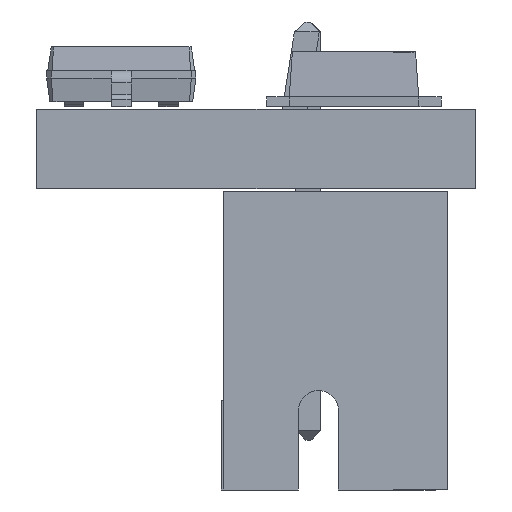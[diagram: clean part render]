
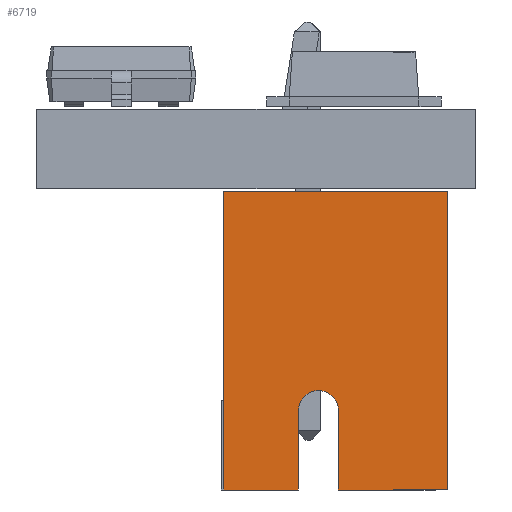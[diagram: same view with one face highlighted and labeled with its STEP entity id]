
A CAD part, left-side view. The second image highlights one B-rep face of the part: STEP entity #6719.
In plain terms, the highlighted face is planar.
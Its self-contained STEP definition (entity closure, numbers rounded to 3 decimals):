
#6603 = EDGE_CURVE('',#6604,#6606,#6608,.T.);
#6604 = VERTEX_POINT('',#6605);
#6605 = CARTESIAN_POINT('',(7.95,-2.8,0.));
#6606 = VERTEX_POINT('',#6607);
#6607 = CARTESIAN_POINT('',(7.95,1.7,0.));
#6608 = SURFACE_CURVE('',#6609,(#6613,#6625),.PCURVE_S1.);
#6609 = LINE('',#6610,#6611);
#6610 = CARTESIAN_POINT('',(7.95,-2.8,0.));
#6611 = VECTOR('',#6612,1.);
#6612 = DIRECTION('',(0.,1.,0.));
#6613 = PCURVE('',#6614,#6619);
#6614 = PLANE('',#6615);
#6615 = AXIS2_PLACEMENT_3D('',#6616,#6617,#6618);
#6616 = CARTESIAN_POINT('',(3.,-0.55,0.));
#6617 = DIRECTION('',(0.,0.,1.));
#6618 = DIRECTION('',(-1.,0.,0.));
#6619 = DEFINITIONAL_REPRESENTATION('',(#6620),#6624);
#6620 = LINE('',#6621,#6622);
#6621 = CARTESIAN_POINT('',(-4.95,2.25));
#6622 = VECTOR('',#6623,1.);
#6623 = DIRECTION('',(0.,-1.));
#6624 = ( GEOMETRIC_REPRESENTATION_CONTEXT(2) 
PARAMETRIC_REPRESENTATION_CONTEXT() REPRESENTATION_CONTEXT('2D SPACE',''
  ) );
#6625 = PCURVE('',#6626,#6631);
#6626 = PLANE('',#6627);
#6627 = AXIS2_PLACEMENT_3D('',#6628,#6629,#6630);
#6628 = CARTESIAN_POINT('',(7.95,-2.8,0.));
#6629 = DIRECTION('',(-1.,0.,0.));
#6630 = DIRECTION('',(0.,1.,0.));
#6631 = DEFINITIONAL_REPRESENTATION('',(#6632),#6636);
#6632 = LINE('',#6633,#6634);
#6633 = CARTESIAN_POINT('',(0.,0.));
#6634 = VECTOR('',#6635,1.);
#6635 = DIRECTION('',(1.,0.));
#6636 = ( GEOMETRIC_REPRESENTATION_CONTEXT(2) 
PARAMETRIC_REPRESENTATION_CONTEXT() REPRESENTATION_CONTEXT('2D SPACE',''
  ) );
#6654 = PLANE('',#6655);
#6655 = AXIS2_PLACEMENT_3D('',#6656,#6657,#6658);
#6656 = CARTESIAN_POINT('',(7.95,1.7,0.));
#6657 = DIRECTION('',(0.,-1.,0.));
#6658 = DIRECTION('',(-1.,0.,0.));
#6708 = PLANE('',#6709);
#6709 = AXIS2_PLACEMENT_3D('',#6710,#6711,#6712);
#6710 = CARTESIAN_POINT('',(-1.95,-2.8,0.));
#6711 = DIRECTION('',(0.,1.,0.));
#6712 = DIRECTION('',(1.,0.,0.));
#6719 = ADVANCED_FACE('',(#6720),#6626,.F.);
#6720 = FACE_BOUND('',#6721,.F.);
#6721 = EDGE_LOOP('',(#6722,#6723,#6746,#6774,#6802,#6831,#6859,#6887));
#6722 = ORIENTED_EDGE('',*,*,#6603,.F.);
#6723 = ORIENTED_EDGE('',*,*,#6724,.T.);
#6724 = EDGE_CURVE('',#6604,#6725,#6727,.T.);
#6725 = VERTEX_POINT('',#6726);
#6726 = CARTESIAN_POINT('',(7.95,-2.8,6.));
#6727 = SURFACE_CURVE('',#6728,(#6732,#6739),.PCURVE_S1.);
#6728 = LINE('',#6729,#6730);
#6729 = CARTESIAN_POINT('',(7.95,-2.8,0.));
#6730 = VECTOR('',#6731,1.);
#6731 = DIRECTION('',(0.,0.,1.));
#6732 = PCURVE('',#6626,#6733);
#6733 = DEFINITIONAL_REPRESENTATION('',(#6734),#6738);
#6734 = LINE('',#6735,#6736);
#6735 = CARTESIAN_POINT('',(0.,0.));
#6736 = VECTOR('',#6737,1.);
#6737 = DIRECTION('',(0.,-1.));
#6738 = ( GEOMETRIC_REPRESENTATION_CONTEXT(2) 
PARAMETRIC_REPRESENTATION_CONTEXT() REPRESENTATION_CONTEXT('2D SPACE',''
  ) );
#6739 = PCURVE('',#6708,#6740);
#6740 = DEFINITIONAL_REPRESENTATION('',(#6741),#6745);
#6741 = LINE('',#6742,#6743);
#6742 = CARTESIAN_POINT('',(9.9,0.));
#6743 = VECTOR('',#6744,1.);
#6744 = DIRECTION('',(0.,-1.));
#6745 = ( GEOMETRIC_REPRESENTATION_CONTEXT(2) 
PARAMETRIC_REPRESENTATION_CONTEXT() REPRESENTATION_CONTEXT('2D SPACE',''
  ) );
#6746 = ORIENTED_EDGE('',*,*,#6747,.T.);
#6747 = EDGE_CURVE('',#6725,#6748,#6750,.T.);
#6748 = VERTEX_POINT('',#6749);
#6749 = CARTESIAN_POINT('',(7.95,-0.6,6.));
#6750 = SURFACE_CURVE('',#6751,(#6755,#6762),.PCURVE_S1.);
#6751 = LINE('',#6752,#6753);
#6752 = CARTESIAN_POINT('',(7.95,-2.8,6.));
#6753 = VECTOR('',#6754,1.);
#6754 = DIRECTION('',(0.,1.,0.));
#6755 = PCURVE('',#6626,#6756);
#6756 = DEFINITIONAL_REPRESENTATION('',(#6757),#6761);
#6757 = LINE('',#6758,#6759);
#6758 = CARTESIAN_POINT('',(0.,-6.));
#6759 = VECTOR('',#6760,1.);
#6760 = DIRECTION('',(1.,0.));
#6761 = ( GEOMETRIC_REPRESENTATION_CONTEXT(2) 
PARAMETRIC_REPRESENTATION_CONTEXT() REPRESENTATION_CONTEXT('2D SPACE',''
  ) );
#6762 = PCURVE('',#6763,#6768);
#6763 = PLANE('',#6764);
#6764 = AXIS2_PLACEMENT_3D('',#6765,#6766,#6767);
#6765 = CARTESIAN_POINT('',(3.,-0.55,6.));
#6766 = DIRECTION('',(0.,0.,1.));
#6767 = DIRECTION('',(-1.,0.,0.));
#6768 = DEFINITIONAL_REPRESENTATION('',(#6769),#6773);
#6769 = LINE('',#6770,#6771);
#6770 = CARTESIAN_POINT('',(-4.95,2.25));
#6771 = VECTOR('',#6772,1.);
#6772 = DIRECTION('',(0.,-1.));
#6773 = ( GEOMETRIC_REPRESENTATION_CONTEXT(2) 
PARAMETRIC_REPRESENTATION_CONTEXT() REPRESENTATION_CONTEXT('2D SPACE',''
  ) );
#6774 = ORIENTED_EDGE('',*,*,#6775,.F.);
#6775 = EDGE_CURVE('',#6776,#6748,#6778,.T.);
#6776 = VERTEX_POINT('',#6777);
#6777 = CARTESIAN_POINT('',(7.95,-0.6,4.4));
#6778 = SURFACE_CURVE('',#6779,(#6783,#6790),.PCURVE_S1.);
#6779 = LINE('',#6780,#6781);
#6780 = CARTESIAN_POINT('',(7.95,-0.6,4.4));
#6781 = VECTOR('',#6782,1.);
#6782 = DIRECTION('',(0.,0.,1.));
#6783 = PCURVE('',#6626,#6784);
#6784 = DEFINITIONAL_REPRESENTATION('',(#6785),#6789);
#6785 = LINE('',#6786,#6787);
#6786 = CARTESIAN_POINT('',(2.2,-4.4));
#6787 = VECTOR('',#6788,1.);
#6788 = DIRECTION('',(0.,-1.));
#6789 = ( GEOMETRIC_REPRESENTATION_CONTEXT(2) 
PARAMETRIC_REPRESENTATION_CONTEXT() REPRESENTATION_CONTEXT('2D SPACE',''
  ) );
#6790 = PCURVE('',#6791,#6796);
#6791 = PLANE('',#6792);
#6792 = AXIS2_PLACEMENT_3D('',#6793,#6794,#6795);
#6793 = CARTESIAN_POINT('',(7.95,-0.6,4.4));
#6794 = DIRECTION('',(0.,1.,0.));
#6795 = DIRECTION('',(0.,-0.,1.));
#6796 = DEFINITIONAL_REPRESENTATION('',(#6797),#6801);
#6797 = LINE('',#6798,#6799);
#6798 = CARTESIAN_POINT('',(0.,0.));
#6799 = VECTOR('',#6800,1.);
#6800 = DIRECTION('',(1.,0.));
#6801 = ( GEOMETRIC_REPRESENTATION_CONTEXT(2) 
PARAMETRIC_REPRESENTATION_CONTEXT() REPRESENTATION_CONTEXT('2D SPACE',''
  ) );
#6802 = ORIENTED_EDGE('',*,*,#6803,.F.);
#6803 = EDGE_CURVE('',#6804,#6776,#6806,.T.);
#6804 = VERTEX_POINT('',#6805);
#6805 = CARTESIAN_POINT('',(7.95,0.2,4.4));
#6806 = SURFACE_CURVE('',#6807,(#6812,#6819),.PCURVE_S1.);
#6807 = CIRCLE('',#6808,0.4);
#6808 = AXIS2_PLACEMENT_3D('',#6809,#6810,#6811);
#6809 = CARTESIAN_POINT('',(7.95,-0.2,4.4));
#6810 = DIRECTION('',(-1.,0.,0.));
#6811 = DIRECTION('',(0.,1.,0.));
#6812 = PCURVE('',#6626,#6813);
#6813 = DEFINITIONAL_REPRESENTATION('',(#6814),#6818);
#6814 = CIRCLE('',#6815,0.4);
#6815 = AXIS2_PLACEMENT_2D('',#6816,#6817);
#6816 = CARTESIAN_POINT('',(2.6,-4.4));
#6817 = DIRECTION('',(1.,0.));
#6818 = ( GEOMETRIC_REPRESENTATION_CONTEXT(2) 
PARAMETRIC_REPRESENTATION_CONTEXT() REPRESENTATION_CONTEXT('2D SPACE',''
  ) );
#6819 = PCURVE('',#6820,#6825);
#6820 = CYLINDRICAL_SURFACE('',#6821,0.4);
#6821 = AXIS2_PLACEMENT_3D('',#6822,#6823,#6824);
#6822 = CARTESIAN_POINT('',(7.95,-0.2,4.4));
#6823 = DIRECTION('',(1.,0.,-0.));
#6824 = DIRECTION('',(0.,1.,0.));
#6825 = DEFINITIONAL_REPRESENTATION('',(#6826),#6830);
#6826 = LINE('',#6827,#6828);
#6827 = CARTESIAN_POINT('',(6.283,0.));
#6828 = VECTOR('',#6829,1.);
#6829 = DIRECTION('',(-1.,0.));
#6830 = ( GEOMETRIC_REPRESENTATION_CONTEXT(2) 
PARAMETRIC_REPRESENTATION_CONTEXT() REPRESENTATION_CONTEXT('2D SPACE',''
  ) );
#6831 = ORIENTED_EDGE('',*,*,#6832,.F.);
#6832 = EDGE_CURVE('',#6833,#6804,#6835,.T.);
#6833 = VERTEX_POINT('',#6834);
#6834 = CARTESIAN_POINT('',(7.95,0.2,6.));
#6835 = SURFACE_CURVE('',#6836,(#6840,#6847),.PCURVE_S1.);
#6836 = LINE('',#6837,#6838);
#6837 = CARTESIAN_POINT('',(7.95,0.2,6.));
#6838 = VECTOR('',#6839,1.);
#6839 = DIRECTION('',(-0.,0.,-1.));
#6840 = PCURVE('',#6626,#6841);
#6841 = DEFINITIONAL_REPRESENTATION('',(#6842),#6846);
#6842 = LINE('',#6843,#6844);
#6843 = CARTESIAN_POINT('',(3.,-6.));
#6844 = VECTOR('',#6845,1.);
#6845 = DIRECTION('',(0.,1.));
#6846 = ( GEOMETRIC_REPRESENTATION_CONTEXT(2) 
PARAMETRIC_REPRESENTATION_CONTEXT() REPRESENTATION_CONTEXT('2D SPACE',''
  ) );
#6847 = PCURVE('',#6848,#6853);
#6848 = PLANE('',#6849);
#6849 = AXIS2_PLACEMENT_3D('',#6850,#6851,#6852);
#6850 = CARTESIAN_POINT('',(7.95,0.2,6.));
#6851 = DIRECTION('',(0.,-1.,0.));
#6852 = DIRECTION('',(-0.,0.,-1.));
#6853 = DEFINITIONAL_REPRESENTATION('',(#6854),#6858);
#6854 = LINE('',#6855,#6856);
#6855 = CARTESIAN_POINT('',(0.,0.));
#6856 = VECTOR('',#6857,1.);
#6857 = DIRECTION('',(1.,0.));
#6858 = ( GEOMETRIC_REPRESENTATION_CONTEXT(2) 
PARAMETRIC_REPRESENTATION_CONTEXT() REPRESENTATION_CONTEXT('2D SPACE',''
  ) );
#6859 = ORIENTED_EDGE('',*,*,#6860,.T.);
#6860 = EDGE_CURVE('',#6833,#6861,#6863,.T.);
#6861 = VERTEX_POINT('',#6862);
#6862 = CARTESIAN_POINT('',(7.95,1.7,6.));
#6863 = SURFACE_CURVE('',#6864,(#6868,#6875),.PCURVE_S1.);
#6864 = LINE('',#6865,#6866);
#6865 = CARTESIAN_POINT('',(7.95,-2.8,6.));
#6866 = VECTOR('',#6867,1.);
#6867 = DIRECTION('',(0.,1.,0.));
#6868 = PCURVE('',#6626,#6869);
#6869 = DEFINITIONAL_REPRESENTATION('',(#6870),#6874);
#6870 = LINE('',#6871,#6872);
#6871 = CARTESIAN_POINT('',(0.,-6.));
#6872 = VECTOR('',#6873,1.);
#6873 = DIRECTION('',(1.,0.));
#6874 = ( GEOMETRIC_REPRESENTATION_CONTEXT(2) 
PARAMETRIC_REPRESENTATION_CONTEXT() REPRESENTATION_CONTEXT('2D SPACE',''
  ) );
#6875 = PCURVE('',#6876,#6881);
#6876 = PLANE('',#6877);
#6877 = AXIS2_PLACEMENT_3D('',#6878,#6879,#6880);
#6878 = CARTESIAN_POINT('',(3.,-0.55,6.));
#6879 = DIRECTION('',(0.,0.,1.));
#6880 = DIRECTION('',(-1.,0.,0.));
#6881 = DEFINITIONAL_REPRESENTATION('',(#6882),#6886);
#6882 = LINE('',#6883,#6884);
#6883 = CARTESIAN_POINT('',(-4.95,2.25));
#6884 = VECTOR('',#6885,1.);
#6885 = DIRECTION('',(0.,-1.));
#6886 = ( GEOMETRIC_REPRESENTATION_CONTEXT(2) 
PARAMETRIC_REPRESENTATION_CONTEXT() REPRESENTATION_CONTEXT('2D SPACE',''
  ) );
#6887 = ORIENTED_EDGE('',*,*,#6888,.F.);
#6888 = EDGE_CURVE('',#6606,#6861,#6889,.T.);
#6889 = SURFACE_CURVE('',#6890,(#6894,#6901),.PCURVE_S1.);
#6890 = LINE('',#6891,#6892);
#6891 = CARTESIAN_POINT('',(7.95,1.7,0.));
#6892 = VECTOR('',#6893,1.);
#6893 = DIRECTION('',(0.,0.,1.));
#6894 = PCURVE('',#6626,#6895);
#6895 = DEFINITIONAL_REPRESENTATION('',(#6896),#6900);
#6896 = LINE('',#6897,#6898);
#6897 = CARTESIAN_POINT('',(4.5,0.));
#6898 = VECTOR('',#6899,1.);
#6899 = DIRECTION('',(0.,-1.));
#6900 = ( GEOMETRIC_REPRESENTATION_CONTEXT(2) 
PARAMETRIC_REPRESENTATION_CONTEXT() REPRESENTATION_CONTEXT('2D SPACE',''
  ) );
#6901 = PCURVE('',#6654,#6902);
#6902 = DEFINITIONAL_REPRESENTATION('',(#6903),#6907);
#6903 = LINE('',#6904,#6905);
#6904 = CARTESIAN_POINT('',(0.,0.));
#6905 = VECTOR('',#6906,1.);
#6906 = DIRECTION('',(0.,-1.));
#6907 = ( GEOMETRIC_REPRESENTATION_CONTEXT(2) 
PARAMETRIC_REPRESENTATION_CONTEXT() REPRESENTATION_CONTEXT('2D SPACE',''
  ) );
